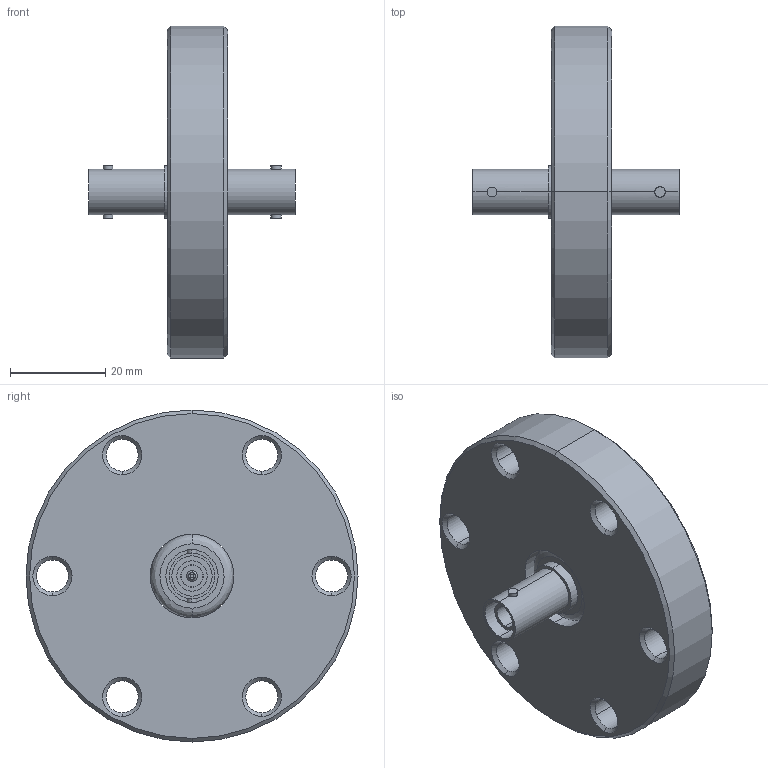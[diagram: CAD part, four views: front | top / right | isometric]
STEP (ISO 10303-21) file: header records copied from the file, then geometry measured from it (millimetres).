
FILE_DESCRIPTION (( 'STEP AP203' ), '1' );
FILE_NAME ('A10959.STEP', '2019-04-08T13:01:21', ( '' ), ( '' ), 'SwSTEP 2.0', 'SolidWorks 2019', '' );
FILE_SCHEMA (( 'CONFIG_CONTROL_DESIGN' ));
Length unit declared in the file: inch
Products named in the file (1): A10959
Bounding box: 43.36 x 69.85 x 69.85 mm (x, y, z)
Volume: 43152.6 mm3; surface area: 16730.2 mm2
Topology: 2 solids, 3 shells, 131 faces, 294 edges, 186 vertices
Faces by surface type: cylinder 66, cone 34, plane 27, bspline 4
Entity records: 3977 total; most frequent: CARTESIAN_POINT 820, DIRECTION 716, ORIENTED_EDGE 588, AXIS2_PLACEMENT_3D 306, EDGE_CURVE 294, VERTEX_POINT 186, CIRCLE 178, EDGE_LOOP 164
